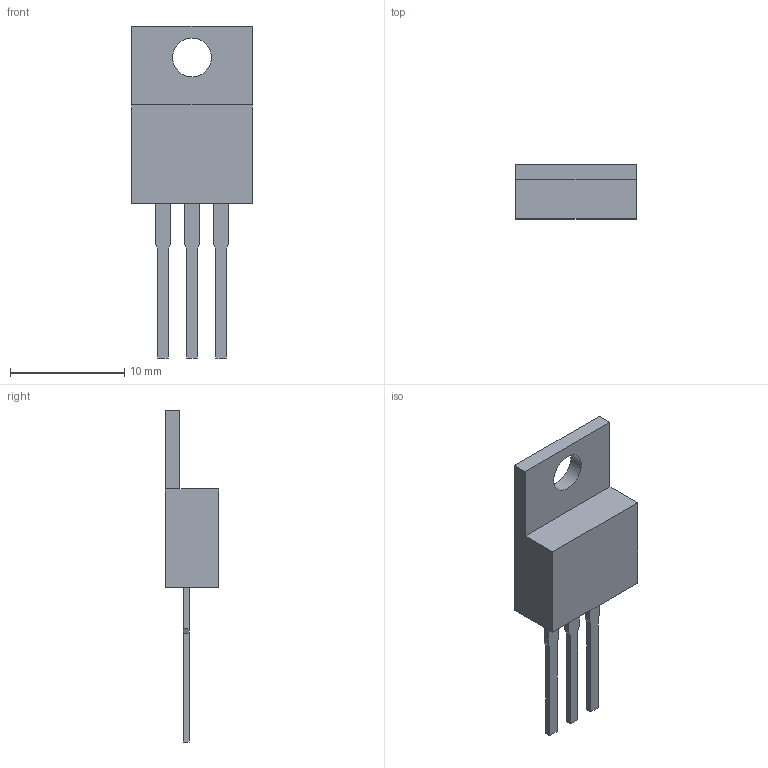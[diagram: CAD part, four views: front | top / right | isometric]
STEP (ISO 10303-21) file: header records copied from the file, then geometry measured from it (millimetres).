
FILE_DESCRIPTION((''),'2;1');
FILE_NAME('TO-220_V.stp','2013-03-14T14:38:34',('yvshub'),(''),'Autodesk Inventor 2011','Autodesk Inventor 2011','');
FILE_SCHEMA(('AUTOMOTIVE_DESIGN { 1 0 10303 214 1 1 1 1 }'));
Length unit declared in the file: millimetre
Products named in the file (1): TO-220_V
Bounding box: 10.5 x 4.7 x 29 mm (x, y, z)
Volume: 527.7 mm3; surface area: 641.6 mm2
Topology: 1 solids, 1 shells, 39 faces, 102 edges, 68 vertices
Faces by surface type: plane 38, cylinder 1
Full cylindrical faces by diameter (mm): 3.4 x1
Entity records: 1270 total; most frequent: CARTESIAN_POINT 209, ORIENTED_EDGE 202, DIRECTION 183, EDGE_CURVE 101, VECTOR 99, LINE 99, VERTEX_POINT 68, EDGE_LOOP 45
